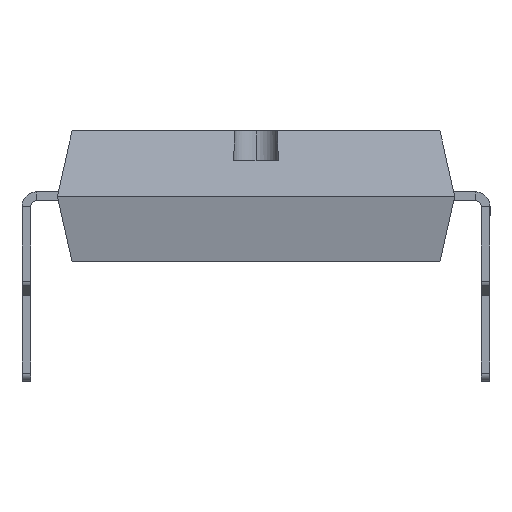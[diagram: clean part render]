
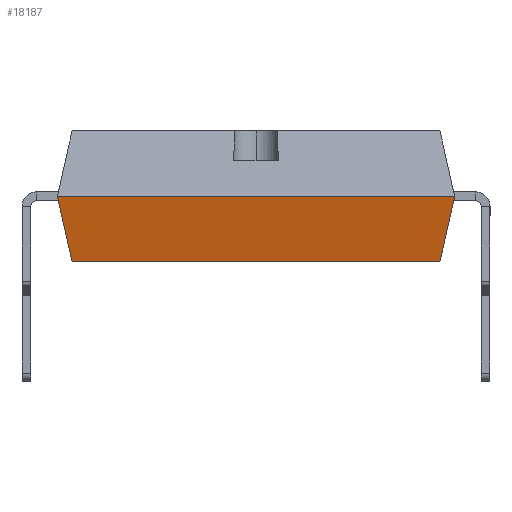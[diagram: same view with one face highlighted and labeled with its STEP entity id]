
A CAD part, left-side view. The second image highlights one B-rep face of the part: STEP entity #18187.
In plain terms, the highlighted planar face has unit normal (-0.976, 0, -0.22).
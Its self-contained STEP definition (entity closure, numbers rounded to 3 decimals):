
#806 = DIRECTION ( 'NONE',  ( -0.215, 0.215, 0.953 ) ) ;
#1208 = PLANE ( 'NONE',  #9979 ) ;
#1371 = DIRECTION ( 'NONE',  ( 0.976, 0., 0.22 ) ) ;
#2478 = DIRECTION ( 'NONE',  ( 0., -1., 0. ) ) ;
#2634 = LINE ( 'NONE', #15366, #18625 ) ;
#3119 = LINE ( 'NONE', #20316, #7103 ) ;
#5602 = EDGE_CURVE ( 'NONE', #29395, #13575, #3119, .T. ) ;
#6316 = CARTESIAN_POINT ( 'NONE',  ( -17.607, 0., -3.966 ) ) ;
#7103 = VECTOR ( 'NONE', #806, 1000. ) ;
#7165 = CARTESIAN_POINT ( 'NONE',  ( -18.5, 6.75, 0. ) ) ;
#7887 = EDGE_LOOP ( 'NONE', ( #14422, #23651, #25756, #20365 ) ) ;
#8386 = LINE ( 'NONE', #23557, #12211 ) ;
#8419 = EDGE_CURVE ( 'NONE', #13575, #9217, #2634, .T. ) ;
#9217 = VERTEX_POINT ( 'NONE', #9901 ) ;
#9901 = CARTESIAN_POINT ( 'NONE',  ( -18.5, -6.75, 0. ) ) ;
#9979 = AXIS2_PLACEMENT_3D ( 'NONE', #6316, #1371, #24002 ) ;
#12211 = VECTOR ( 'NONE', #28548, 1000. ) ;
#13575 = VERTEX_POINT ( 'NONE', #7165 ) ;
#14114 = EDGE_CURVE ( 'NONE', #24804, #9217, #25336, .T. ) ;
#14422 = ORIENTED_EDGE ( 'NONE', *, *, #14114, .T. ) ;
#14971 = CARTESIAN_POINT ( 'NONE',  ( -18., -6.25, -2.22 ) ) ;
#15234 = VECTOR ( 'NONE', #30167, 1000. ) ;
#15237 = CARTESIAN_POINT ( 'NONE',  ( -18., -6.25, -2.22 ) ) ;
#15366 = CARTESIAN_POINT ( 'NONE',  ( -18.5, 6.75, 0. ) ) ;
#18187 = ADVANCED_FACE ( 'NONE', ( #30959 ), #1208, .F. ) ;
#18625 = VECTOR ( 'NONE', #2478, 1000. ) ;
#20316 = CARTESIAN_POINT ( 'NONE',  ( -18., 6.25, -2.22 ) ) ;
#20365 = ORIENTED_EDGE ( 'NONE', *, *, #24626, .T. ) ;
#23557 = CARTESIAN_POINT ( 'NONE',  ( -18., 6.25, -2.22 ) ) ;
#23651 = ORIENTED_EDGE ( 'NONE', *, *, #8419, .F. ) ;
#24002 = DIRECTION ( 'NONE',  ( 0.22, 0., -0.976 ) ) ;
#24626 = EDGE_CURVE ( 'NONE', #29395, #24804, #8386, .T. ) ;
#24804 = VERTEX_POINT ( 'NONE', #15237 ) ;
#25336 = LINE ( 'NONE', #14971, #15234 ) ;
#25756 = ORIENTED_EDGE ( 'NONE', *, *, #5602, .F. ) ;
#28548 = DIRECTION ( 'NONE',  ( 0., -1., 0. ) ) ;
#29395 = VERTEX_POINT ( 'NONE', #32232 ) ;
#30167 = DIRECTION ( 'NONE',  ( -0.215, -0.215, 0.953 ) ) ;
#30959 = FACE_OUTER_BOUND ( 'NONE', #7887, .T. ) ;
#32232 = CARTESIAN_POINT ( 'NONE',  ( -18., 6.25, -2.22 ) ) ;
